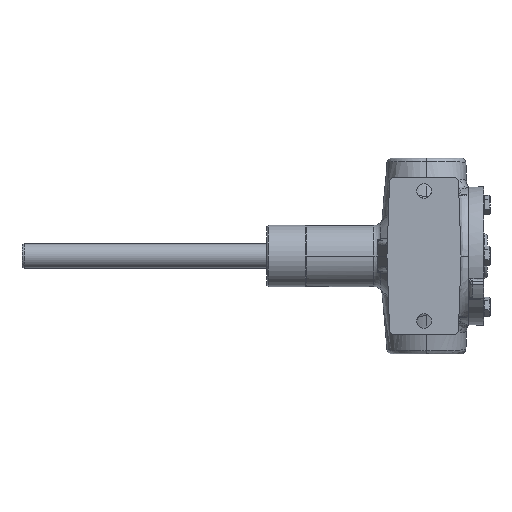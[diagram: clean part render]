
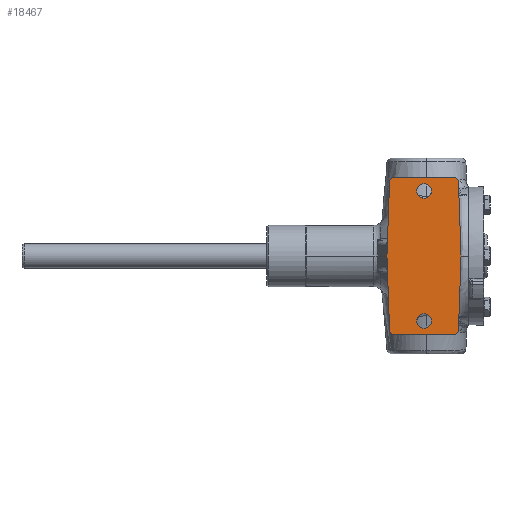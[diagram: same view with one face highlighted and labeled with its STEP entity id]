
A CAD part, front view. The second image highlights one B-rep face of the part: STEP entity #18467.
In plain terms, the highlighted planar face has unit normal (0, -1, 0).
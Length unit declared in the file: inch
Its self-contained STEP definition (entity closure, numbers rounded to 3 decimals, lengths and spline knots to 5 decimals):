
#669 = DIRECTION ( 'NONE',  ( 0., -1., 0. ) ) ;
#1308 = AXIS2_PLACEMENT_3D ( 'NONE', #15643, #36849, #18654 ) ;
#1342 = CIRCLE ( 'NONE', #33413, 0.12 ) ;
#1577 = CARTESIAN_POINT ( 'NONE',  ( -2.06984, -2.75, 0. ) ) ;
#1803 = DIRECTION ( 'NONE',  ( -1., 0., 0. ) ) ;
#2008 = CIRCLE ( 'NONE', #26534, 0.1875 ) ;
#2310 = EDGE_LOOP ( 'NONE', ( #37629, #36993 ) ) ;
#2602 = EDGE_CURVE ( 'NONE', #15323, #19446, #37796, .T. ) ;
#2605 = LINE ( 'NONE', #7691, #25882 ) ;
#2618 = VERTEX_POINT ( 'NONE', #28921 ) ;
#2962 = VERTEX_POINT ( 'NONE', #20800 ) ;
#3127 = DIRECTION ( 'NONE',  ( 0., -1., 0. ) ) ;
#3270 = CARTESIAN_POINT ( 'NONE',  ( -4.75, -2.75, 2.25 ) ) ;
#3670 = CARTESIAN_POINT ( 'NONE',  ( -0.25, -2.75, -2. ) ) ;
#3732 = VERTEX_POINT ( 'NONE', #27046 ) ;
#3864 = EDGE_CURVE ( 'NONE', #35530, #11108, #37686, .T. ) ;
#4051 = CARTESIAN_POINT ( 'NONE',  ( -0.36588, -2.75, 1.88 ) ) ;
#4128 = DIRECTION ( 'NONE',  ( 0., 0., 1. ) ) ;
#4200 = FACE_BOUND ( 'NONE', #2310, .T. ) ;
#4492 = DIRECTION ( 'NONE',  ( 0., -1., 0. ) ) ;
#4685 = DIRECTION ( 'NONE',  ( 0.035, 0., 0.999 ) ) ;
#5082 = AXIS2_PLACEMENT_3D ( 'NONE', #10300, #26158, #4128 ) ;
#5257 = EDGE_CURVE ( 'NONE', #30500, #26104, #20943, .T. ) ;
#6347 = DIRECTION ( 'NONE',  ( 0., 0., 1. ) ) ;
#6417 = EDGE_LOOP ( 'NONE', ( #18669, #16019 ) ) ;
#6870 = CIRCLE ( 'NONE', #18656, 0.12 ) ;
#7149 = DIRECTION ( 'NONE',  ( 0., 0., 1. ) ) ;
#7503 = VERTEX_POINT ( 'NONE', #16986 ) ;
#7691 = CARTESIAN_POINT ( 'NONE',  ( -0.18016, -2.75, 0. ) ) ;
#7791 = EDGE_CURVE ( 'NONE', #16599, #22744, #19086, .T. ) ;
#7817 = EDGE_CURVE ( 'NONE', #7503, #28082, #23377, .T. ) ;
#8600 = EDGE_CURVE ( 'NONE', #30500, #17306, #10063, .T. ) ;
#8931 = ORIENTED_EDGE ( 'NONE', *, *, #9645, .T. ) ;
#9530 = EDGE_LOOP ( 'NONE', ( #22299, #36783, #15322, #11391, #34652, #38465, #8931, #13658, #14813, #14860 ) ) ;
#9645 = EDGE_CURVE ( 'NONE', #2618, #7503, #1342, .T. ) ;
#9950 = AXIS2_PLACEMENT_3D ( 'NONE', #3270, #24506, #6347 ) ;
#10063 = LINE ( 'NONE', #14112, #18071 ) ;
#10300 = CARTESIAN_POINT ( 'NONE',  ( -1.88412, -2.75, 1.88 ) ) ;
#11108 = VERTEX_POINT ( 'NONE', #14036 ) ;
#11314 = EDGE_CURVE ( 'NONE', #11108, #35530, #35445, .T. ) ;
#11391 = ORIENTED_EDGE ( 'NONE', *, *, #8600, .F. ) ;
#11532 = AXIS2_PLACEMENT_3D ( 'NONE', #22672, #4492, #25708 ) ;
#11744 = LINE ( 'NONE', #12205, #26818 ) ;
#12205 = CARTESIAN_POINT ( 'NONE',  ( -0.44, -2.75, -2. ) ) ;
#12292 = CARTESIAN_POINT ( 'NONE',  ( -1.12, -2.75, 1.8475 ) ) ;
#12322 = DIRECTION ( 'NONE',  ( 0., -1., 0. ) ) ;
#13658 = ORIENTED_EDGE ( 'NONE', *, *, #7817, .T. ) ;
#13968 = EDGE_CURVE ( 'NONE', #2962, #3732, #6870, .T. ) ;
#14036 = CARTESIAN_POINT ( 'NONE',  ( -1.12, -2.75, -1.4725 ) ) ;
#14112 = CARTESIAN_POINT ( 'NONE',  ( -2., -2.75, -2. ) ) ;
#14682 = DIRECTION ( 'NONE',  ( -0.035, 0., 0.999 ) ) ;
#14813 = ORIENTED_EDGE ( 'NONE', *, *, #25705, .T. ) ;
#14860 = ORIENTED_EDGE ( 'NONE', *, *, #13968, .T. ) ;
#14884 = EDGE_CURVE ( 'NONE', #22744, #16599, #2008, .T. ) ;
#15048 = AXIS2_PLACEMENT_3D ( 'NONE', #18876, #669, #21952 ) ;
#15322 = ORIENTED_EDGE ( 'NONE', *, *, #24097, .F. ) ;
#15323 = VERTEX_POINT ( 'NONE', #36922 ) ;
#15567 = LINE ( 'NONE', #1577, #38845 ) ;
#15643 = CARTESIAN_POINT ( 'NONE',  ( -1.12, -2.75, 1.66 ) ) ;
#16019 = ORIENTED_EDGE ( 'NONE', *, *, #14884, .F. ) ;
#16599 = VERTEX_POINT ( 'NONE', #36540 ) ;
#16620 = CARTESIAN_POINT ( 'NONE',  ( -0.36588, -2.75, -1.88 ) ) ;
#16986 = CARTESIAN_POINT ( 'NONE',  ( -0.24596, -2.75, -1.88419 ) ) ;
#17306 = VERTEX_POINT ( 'NONE', #17839 ) ;
#17839 = CARTESIAN_POINT ( 'NONE',  ( -2.06984, -2.75, 0. ) ) ;
#18071 = VECTOR ( 'NONE', #32233, 39.37008 ) ;
#18467 = ADVANCED_FACE ( 'NONE', ( #4200, #35517, #27432 ), #24240, .F. ) ;
#18654 = DIRECTION ( 'NONE',  ( 0., 0., -1. ) ) ;
#18656 = AXIS2_PLACEMENT_3D ( 'NONE', #4051, #25290, #7149 ) ;
#18669 = ORIENTED_EDGE ( 'NONE', *, *, #7791, .F. ) ;
#18876 = CARTESIAN_POINT ( 'NONE',  ( -1.88412, -2.75, -1.88 ) ) ;
#19086 = CIRCLE ( 'NONE', #1308, 0.1875 ) ;
#19446 = VERTEX_POINT ( 'NONE', #33549 ) ;
#19644 = DIRECTION ( 'NONE',  ( 0., 0., 1. ) ) ;
#19837 = CARTESIAN_POINT ( 'NONE',  ( -1.88412, -2.75, -2. ) ) ;
#19986 = CARTESIAN_POINT ( 'NONE',  ( -0.18016, -2.75, 0. ) ) ;
#20135 = CARTESIAN_POINT ( 'NONE',  ( -2.00404, -2.75, -1.88419 ) ) ;
#20420 = EDGE_CURVE ( 'NONE', #26104, #2618, #11744, .T. ) ;
#20800 = CARTESIAN_POINT ( 'NONE',  ( -0.24596, -2.75, 1.88419 ) ) ;
#20943 = CIRCLE ( 'NONE', #15048, 0.12 ) ;
#21310 = CARTESIAN_POINT ( 'NONE',  ( -1.12, -2.75, 1.66 ) ) ;
#21952 = DIRECTION ( 'NONE',  ( 0., 0., 1. ) ) ;
#22299 = ORIENTED_EDGE ( 'NONE', *, *, #28100, .T. ) ;
#22672 = CARTESIAN_POINT ( 'NONE',  ( -1.12, -2.75, -1.66 ) ) ;
#22744 = VERTEX_POINT ( 'NONE', #12292 ) ;
#22982 = LINE ( 'NONE', #29103, #30039 ) ;
#23377 = LINE ( 'NONE', #3670, #38611 ) ;
#24097 = EDGE_CURVE ( 'NONE', #17306, #19446, #15567, .T. ) ;
#24240 = PLANE ( 'NONE',  #9950 ) ;
#24379 = DIRECTION ( 'NONE',  ( 0., 0., -1. ) ) ;
#24506 = DIRECTION ( 'NONE',  ( 0., 1., 0. ) ) ;
#25290 = DIRECTION ( 'NONE',  ( 0., -1., 0. ) ) ;
#25705 = EDGE_CURVE ( 'NONE', #28082, #2962, #2605, .T. ) ;
#25708 = DIRECTION ( 'NONE',  ( 0., 0., -1. ) ) ;
#25882 = VECTOR ( 'NONE', #14682, 39.37008 ) ;
#26104 = VERTEX_POINT ( 'NONE', #19837 ) ;
#26158 = DIRECTION ( 'NONE',  ( 0., -1., 0. ) ) ;
#26534 = AXIS2_PLACEMENT_3D ( 'NONE', #21310, #3127, #24379 ) ;
#26818 = VECTOR ( 'NONE', #30257, 39.37008 ) ;
#26832 = AXIS2_PLACEMENT_3D ( 'NONE', #30383, #12322, #33446 ) ;
#27046 = CARTESIAN_POINT ( 'NONE',  ( -0.36588, -2.75, 2. ) ) ;
#27432 = FACE_OUTER_BOUND ( 'NONE', #9530, .T. ) ;
#27632 = DIRECTION ( 'NONE',  ( 0.035, 0., 0.999 ) ) ;
#28082 = VERTEX_POINT ( 'NONE', #19986 ) ;
#28100 = EDGE_CURVE ( 'NONE', #3732, #15323, #22982, .T. ) ;
#28921 = CARTESIAN_POINT ( 'NONE',  ( -0.36588, -2.75, -2. ) ) ;
#29103 = CARTESIAN_POINT ( 'NONE',  ( -0.44, -2.75, 2. ) ) ;
#30039 = VECTOR ( 'NONE', #1803, 39.37008 ) ;
#30063 = CARTESIAN_POINT ( 'NONE',  ( -1.12, -2.75, -1.8475 ) ) ;
#30257 = DIRECTION ( 'NONE',  ( 1., 0., 0. ) ) ;
#30383 = CARTESIAN_POINT ( 'NONE',  ( -1.12, -2.75, -1.66 ) ) ;
#30500 = VERTEX_POINT ( 'NONE', #20135 ) ;
#32233 = DIRECTION ( 'NONE',  ( -0.035, 0., 0.999 ) ) ;
#33413 = AXIS2_PLACEMENT_3D ( 'NONE', #16620, #37863, #19644 ) ;
#33446 = DIRECTION ( 'NONE',  ( 0., 0., -1. ) ) ;
#33549 = CARTESIAN_POINT ( 'NONE',  ( -2.00404, -2.75, 1.88419 ) ) ;
#34652 = ORIENTED_EDGE ( 'NONE', *, *, #5257, .T. ) ;
#35445 = CIRCLE ( 'NONE', #26832, 0.1875 ) ;
#35517 = FACE_BOUND ( 'NONE', #6417, .T. ) ;
#35530 = VERTEX_POINT ( 'NONE', #30063 ) ;
#36540 = CARTESIAN_POINT ( 'NONE',  ( -1.12, -2.75, 1.4725 ) ) ;
#36783 = ORIENTED_EDGE ( 'NONE', *, *, #2602, .T. ) ;
#36849 = DIRECTION ( 'NONE',  ( 0., -1., 0. ) ) ;
#36922 = CARTESIAN_POINT ( 'NONE',  ( -1.88412, -2.75, 2. ) ) ;
#36993 = ORIENTED_EDGE ( 'NONE', *, *, #11314, .F. ) ;
#37629 = ORIENTED_EDGE ( 'NONE', *, *, #3864, .F. ) ;
#37686 = CIRCLE ( 'NONE', #11532, 0.1875 ) ;
#37796 = CIRCLE ( 'NONE', #5082, 0.12 ) ;
#37863 = DIRECTION ( 'NONE',  ( 0., -1., 0. ) ) ;
#38465 = ORIENTED_EDGE ( 'NONE', *, *, #20420, .T. ) ;
#38611 = VECTOR ( 'NONE', #27632, 39.37008 ) ;
#38845 = VECTOR ( 'NONE', #4685, 39.37008 ) ;
